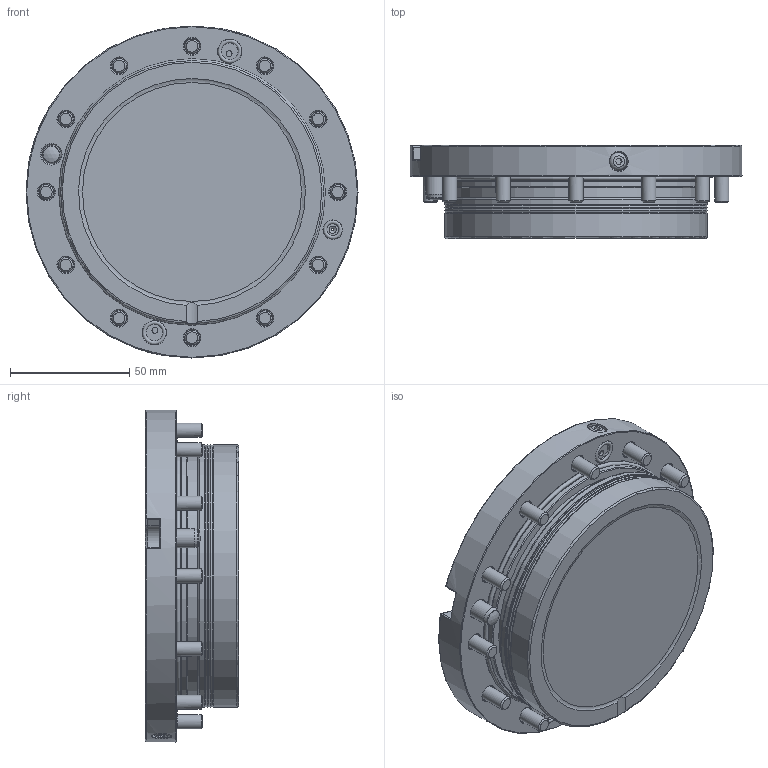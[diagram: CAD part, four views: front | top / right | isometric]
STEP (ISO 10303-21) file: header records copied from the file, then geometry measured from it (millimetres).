
FILE_DESCRIPTION (( 'STEP AP214' ), '1' );
FILE_NAME ('058-053-04_S804-539 STARK.classic 2 NG mit Indexierung (3D).STEP', '2021-09-27T08:54:11', ( '' ), ( '' ), 'SwSTEP 2.0', 'SolidWorks 2019', '' );
FILE_SCHEMA (( 'AUTOMOTIVE_DESIGN' ));
Length unit declared in the file: millimetre
Products named in the file (1): 058-053-04_S804-539 STARK.classic 2 NG mit Indexierung (3D)
Bounding box: 139 x 39 x 139 mm (x, y, z)
Volume: 406074.3 mm3; surface area: 57980.3 mm2
Topology: 1 solids, 1 shells, 329 faces, 708 edges, 463 vertices
Faces by surface type: cylinder 132, plane 94, cone 56, torus 28, sphere 17, bspline 2
Full cylindrical faces by diameter (mm): 1 x1, 1.8 x2, 2.5 x2, 3 x1, 4.25 x1, 4.8 x16, 5 x1, 5.5 x1, 6 x12, 6.8 x12, 7 x2, 7.595 x1, 7.6 x2, 8 x5, 10 x2, 11 x12, 30.4 x3, 32 x1, 35 x1, 37.2 x1, 47 x1, 47.282 x1, 102.562 x1, 108.2 x1, 109.476 x2, 109.843 x1, 110 x3, 139 x1
Entity records: 12812 total; most frequent: CARTESIAN_POINT 4057, DIRECTION 1277, ORIENTED_EDGE 902, AXIS2_PLACEMENT_3D 602, EDGE_LOOP 590, EDGE_CURVE 451, FACE_OUTER_BOUND 448, VERTEX_POINT 377
